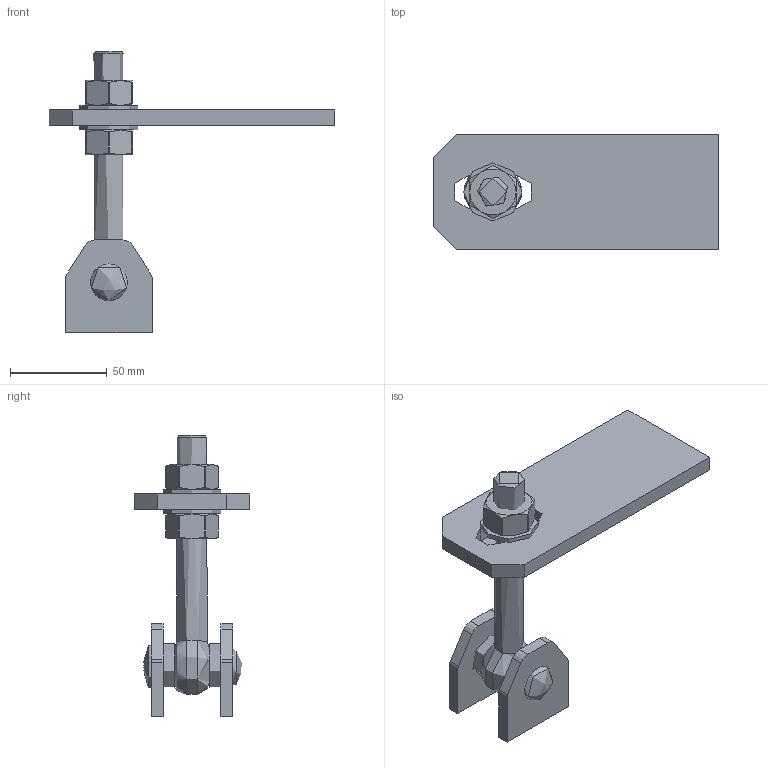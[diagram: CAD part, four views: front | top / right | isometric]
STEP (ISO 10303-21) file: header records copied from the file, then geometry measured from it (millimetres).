
FILE_DESCRIPTION (( 'STEP AP203' ), '1' );
FILE_NAME ('121-M16-C.step', '2021-07-29T11:59:31', ( '' ), ( '' ), 'SwSTEP 2.0', 'SolidWorks 2018', '' );
FILE_SCHEMA (( 'CONFIG_CONTROL_DESIGN' ));
Length unit declared in the file: millimetre
Products named in the file (22): 121-MXX-C Teil7; 121-MXX-C Teil1_121-M16-C Teil1; DIN 934 M4-M20; 121-MXX-C Teil3; 121-MXX-C Teil6; DIN 934 M4-M20_DIN 934 M16; 121-MXX-C Teil3_121-M16-C Teil3; 121-MXX-C Teil6_121-M16-C Teil6; 121-MXX-C Teil1; 121-MXX-C Teil2_121-M16-C Teil2; 121-MXX-C Teil7_121-M16-C Teil7; 121-M16-C; 121-MXX-C Teil5_121-M16-C Teil5; 121-MXX-C Teil4; 121-MXX-C Teil2; 121-MXX-C Teil5; 121-MXX-C Teil4_121-M16-C Teil4
Assembly tree (14 placements, depth 2):
  121-MXX-C Teil7
  121-MXX-C Teil3
  121-MXX-C Teil6
  121-MXX-C Teil3
  121-MXX-C Teil6
Bounding box: 148 x 60 x 145.5 mm (x, y, z)
Volume: 138284.7 mm3; surface area: 52068.8 mm2
Topology: 12 solids, 12 shells, 161 faces, 371 edges, 242 vertices
Faces by surface type: plane 83, cylinder 40, cone 34, sphere 2, torus 2
Full cylindrical faces by diameter (mm): 6.8 x1, 8 x1, 13.7 x1, 14 x2, 14.2 x1, 14.5 x2, 16 x1, 16.4 x2, 19 x1, 22 x1, 24 x2, 30 x2
Entity records: 6126 total; most frequent: CARTESIAN_POINT 1748, DIRECTION 488, ORIENTED_EDGE 424, EDGE_CURVE 212, PERSON_AND_ORGANIZATION 190, AXIS2_PLACEMENT_3D 190, VERTEX_POINT 148, EDGE_LOOP 144
